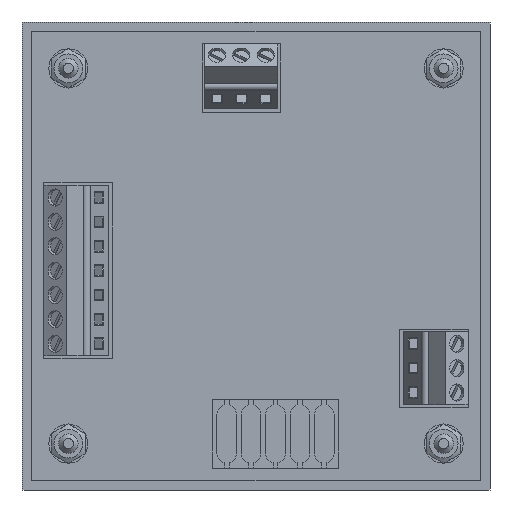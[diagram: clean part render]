
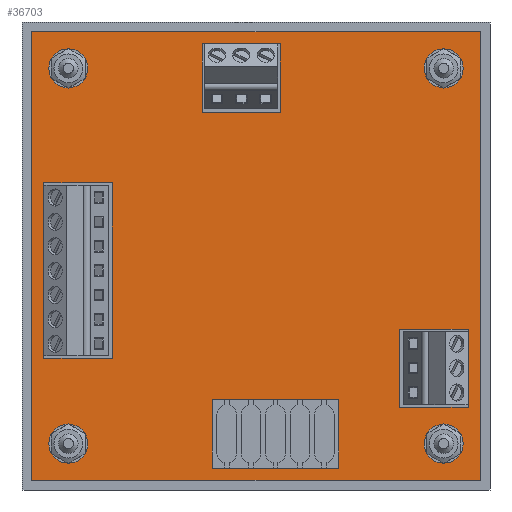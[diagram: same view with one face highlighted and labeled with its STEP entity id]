
A CAD part, front view. The second image highlights one B-rep face of the part: STEP entity #36703.
In plain terms, the highlighted planar face has unit normal (0, -1, 0).
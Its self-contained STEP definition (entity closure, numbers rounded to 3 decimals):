
#36448=CARTESIAN_POINT('',(0.,-67.,0.));
#36449=DIRECTION('',(0.,1.,0.));
#36450=DIRECTION('',(0.,0.,-1.));
#36451=AXIS2_PLACEMENT_3D('',#36448,#36449,#36450);
#36452=PLANE('',#36451);
#36453=CARTESIAN_POINT('',(-9.,-67.,-29.5));
#36454=VERTEX_POINT('',#36453);
#36455=CARTESIAN_POINT('',(17.,-67.,-29.5));
#36456=VERTEX_POINT('',#36455);
#36457=CARTESIAN_POINT('',(-9.,-67.,-29.5));
#36458=DIRECTION('',(1.,0.,0.));
#36459=VECTOR('',#36458,26.);
#36460=LINE('',#36457,#36459);
#36461=EDGE_CURVE('',#36454,#36456,#36460,.T.);
#36462=ORIENTED_EDGE('',*,*,#36461,.T.);
#36463=CARTESIAN_POINT('',(17.,-67.,-43.5));
#36464=VERTEX_POINT('',#36463);
#36465=CARTESIAN_POINT('',(17.,-67.,-29.5));
#36466=DIRECTION('',(0.,0.,-1.));
#36467=VECTOR('',#36466,14.);
#36468=LINE('',#36465,#36467);
#36469=EDGE_CURVE('',#36456,#36464,#36468,.T.);
#36470=ORIENTED_EDGE('',*,*,#36469,.T.);
#36471=CARTESIAN_POINT('',(-9.,-67.,-43.5));
#36472=VERTEX_POINT('',#36471);
#36473=CARTESIAN_POINT('',(17.,-67.,-43.5));
#36474=DIRECTION('',(-1.,0.,0.));
#36475=VECTOR('',#36474,26.);
#36476=LINE('',#36473,#36475);
#36477=EDGE_CURVE('',#36464,#36472,#36476,.T.);
#36478=ORIENTED_EDGE('',*,*,#36477,.T.);
#36479=CARTESIAN_POINT('',(-9.,-67.,-43.5));
#36480=DIRECTION('',(-0.,0.,1.));
#36481=VECTOR('',#36480,14.);
#36482=LINE('',#36479,#36481);
#36483=EDGE_CURVE('',#36472,#36454,#36482,.T.);
#36484=ORIENTED_EDGE('',*,*,#36483,.T.);
#36485=EDGE_LOOP('',(#36462,#36470,#36478,#36484));
#36486=FACE_BOUND('',#36485,.T.);
#36487=CARTESIAN_POINT('',(-11.,-67.,43.5));
#36488=VERTEX_POINT('',#36487);
#36489=CARTESIAN_POINT('',(5.,-67.,43.5));
#36490=VERTEX_POINT('',#36489);
#36491=CARTESIAN_POINT('',(-11.,-67.,43.5));
#36492=DIRECTION('',(1.,0.,0.));
#36493=VECTOR('',#36492,16.);
#36494=LINE('',#36491,#36493);
#36495=EDGE_CURVE('',#36488,#36490,#36494,.T.);
#36496=ORIENTED_EDGE('',*,*,#36495,.T.);
#36497=CARTESIAN_POINT('',(5.,-67.,29.5));
#36498=VERTEX_POINT('',#36497);
#36499=CARTESIAN_POINT('',(5.,-67.,43.5));
#36500=DIRECTION('',(-0.,0.,-1.));
#36501=VECTOR('',#36500,14.);
#36502=LINE('',#36499,#36501);
#36503=EDGE_CURVE('',#36490,#36498,#36502,.T.);
#36504=ORIENTED_EDGE('',*,*,#36503,.T.);
#36505=CARTESIAN_POINT('',(-11.,-67.,29.5));
#36506=VERTEX_POINT('',#36505);
#36507=CARTESIAN_POINT('',(5.,-67.,29.5));
#36508=DIRECTION('',(-1.,0.,0.));
#36509=VECTOR('',#36508,16.);
#36510=LINE('',#36507,#36509);
#36511=EDGE_CURVE('',#36498,#36506,#36510,.T.);
#36512=ORIENTED_EDGE('',*,*,#36511,.T.);
#36513=CARTESIAN_POINT('',(-11.,-67.,29.5));
#36514=DIRECTION('',(0.,0.,1.));
#36515=VECTOR('',#36514,14.);
#36516=LINE('',#36513,#36515);
#36517=EDGE_CURVE('',#36506,#36488,#36516,.T.);
#36518=ORIENTED_EDGE('',*,*,#36517,.T.);
#36519=EDGE_LOOP('',(#36496,#36504,#36512,#36518));
#36520=FACE_BOUND('',#36519,.T.);
#36521=CARTESIAN_POINT('',(-36.,-67.,-38.5));
#36522=VERTEX_POINT('',#36521);
#36523=CARTESIAN_POINT('',(-38.5,-67.,-41.));
#36524=VERTEX_POINT('',#36523);
#36525=CARTESIAN_POINT('',(-38.5,-67.,-38.5));
#36526=DIRECTION('',(-0.,1.,0.));
#36527=DIRECTION('',(1.,0.,0.));
#36528=AXIS2_PLACEMENT_3D('',#36525,#36526,#36527);
#36529=CIRCLE('',#36528,2.5);
#36530=EDGE_CURVE('',#36522,#36524,#36529,.T.);
#36531=ORIENTED_EDGE('',*,*,#36530,.T.);
#36532=CARTESIAN_POINT('',(-38.5,-67.,-38.5));
#36533=DIRECTION('',(-0.,1.,0.));
#36534=DIRECTION('',(1.,0.,0.));
#36535=AXIS2_PLACEMENT_3D('',#36532,#36533,#36534);
#36536=CIRCLE('',#36535,2.5);
#36537=EDGE_CURVE('',#36524,#36522,#36536,.T.);
#36538=ORIENTED_EDGE('',*,*,#36537,.T.);
#36539=EDGE_LOOP('',(#36531,#36538));
#36540=FACE_BOUND('',#36539,.T.);
#36541=CARTESIAN_POINT('',(41.,-67.,-38.5));
#36542=VERTEX_POINT('',#36541);
#36543=CARTESIAN_POINT('',(38.5,-67.,-41.));
#36544=VERTEX_POINT('',#36543);
#36545=CARTESIAN_POINT('',(38.5,-67.,-38.5));
#36546=DIRECTION('',(-0.,1.,0.));
#36547=DIRECTION('',(1.,0.,0.));
#36548=AXIS2_PLACEMENT_3D('',#36545,#36546,#36547);
#36549=CIRCLE('',#36548,2.5);
#36550=EDGE_CURVE('',#36542,#36544,#36549,.T.);
#36551=ORIENTED_EDGE('',*,*,#36550,.T.);
#36552=CARTESIAN_POINT('',(38.5,-67.,-38.5));
#36553=DIRECTION('',(-0.,1.,0.));
#36554=DIRECTION('',(1.,0.,0.));
#36555=AXIS2_PLACEMENT_3D('',#36552,#36553,#36554);
#36556=CIRCLE('',#36555,2.5);
#36557=EDGE_CURVE('',#36544,#36542,#36556,.T.);
#36558=ORIENTED_EDGE('',*,*,#36557,.T.);
#36559=EDGE_LOOP('',(#36551,#36558));
#36560=FACE_BOUND('',#36559,.T.);
#36561=CARTESIAN_POINT('',(41.,-67.,38.5));
#36562=VERTEX_POINT('',#36561);
#36563=CARTESIAN_POINT('',(38.5,-67.,36.));
#36564=VERTEX_POINT('',#36563);
#36565=CARTESIAN_POINT('',(38.5,-67.,38.5));
#36566=DIRECTION('',(-0.,1.,0.));
#36567=DIRECTION('',(1.,0.,0.));
#36568=AXIS2_PLACEMENT_3D('',#36565,#36566,#36567);
#36569=CIRCLE('',#36568,2.5);
#36570=EDGE_CURVE('',#36562,#36564,#36569,.T.);
#36571=ORIENTED_EDGE('',*,*,#36570,.T.);
#36572=CARTESIAN_POINT('',(38.5,-67.,38.5));
#36573=DIRECTION('',(-0.,1.,0.));
#36574=DIRECTION('',(1.,0.,0.));
#36575=AXIS2_PLACEMENT_3D('',#36572,#36573,#36574);
#36576=CIRCLE('',#36575,2.5);
#36577=EDGE_CURVE('',#36564,#36562,#36576,.T.);
#36578=ORIENTED_EDGE('',*,*,#36577,.T.);
#36579=EDGE_LOOP('',(#36571,#36578));
#36580=FACE_BOUND('',#36579,.T.);
#36581=CARTESIAN_POINT('',(-36.,-67.,38.5));
#36582=VERTEX_POINT('',#36581);
#36583=CARTESIAN_POINT('',(-38.5,-67.,36.));
#36584=VERTEX_POINT('',#36583);
#36585=CARTESIAN_POINT('',(-38.5,-67.,38.5));
#36586=DIRECTION('',(-0.,1.,0.));
#36587=DIRECTION('',(1.,0.,0.));
#36588=AXIS2_PLACEMENT_3D('',#36585,#36586,#36587);
#36589=CIRCLE('',#36588,2.5);
#36590=EDGE_CURVE('',#36582,#36584,#36589,.T.);
#36591=ORIENTED_EDGE('',*,*,#36590,.T.);
#36592=CARTESIAN_POINT('',(-38.5,-67.,38.5));
#36593=DIRECTION('',(-0.,1.,0.));
#36594=DIRECTION('',(1.,0.,0.));
#36595=AXIS2_PLACEMENT_3D('',#36592,#36593,#36594);
#36596=CIRCLE('',#36595,2.5);
#36597=EDGE_CURVE('',#36584,#36582,#36596,.T.);
#36598=ORIENTED_EDGE('',*,*,#36597,.T.);
#36599=EDGE_LOOP('',(#36591,#36598));
#36600=FACE_BOUND('',#36599,.T.);
#36601=CARTESIAN_POINT('',(-46.,-67.,46.));
#36602=VERTEX_POINT('',#36601);
#36603=CARTESIAN_POINT('',(46.,-67.,46.));
#36604=VERTEX_POINT('',#36603);
#36605=CARTESIAN_POINT('',(-46.,-67.,46.));
#36606=DIRECTION('',(1.,0.,-0.));
#36607=VECTOR('',#36606,92.);
#36608=LINE('',#36605,#36607);
#36609=EDGE_CURVE('',#36602,#36604,#36608,.T.);
#36610=ORIENTED_EDGE('',*,*,#36609,.F.);
#36611=CARTESIAN_POINT('',(-46.,-67.,-46.));
#36612=VERTEX_POINT('',#36611);
#36613=CARTESIAN_POINT('',(-46.,-67.,-46.));
#36614=DIRECTION('',(0.,0.,1.));
#36615=VECTOR('',#36614,92.);
#36616=LINE('',#36613,#36615);
#36617=EDGE_CURVE('',#36612,#36602,#36616,.T.);
#36618=ORIENTED_EDGE('',*,*,#36617,.F.);
#36619=CARTESIAN_POINT('',(46.,-67.,-46.));
#36620=VERTEX_POINT('',#36619);
#36621=CARTESIAN_POINT('',(46.,-67.,-46.));
#36622=DIRECTION('',(-1.,0.,0.));
#36623=VECTOR('',#36622,92.);
#36624=LINE('',#36621,#36623);
#36625=EDGE_CURVE('',#36620,#36612,#36624,.T.);
#36626=ORIENTED_EDGE('',*,*,#36625,.F.);
#36627=CARTESIAN_POINT('',(46.,-67.,46.));
#36628=DIRECTION('',(-0.,0.,-1.));
#36629=VECTOR('',#36628,92.);
#36630=LINE('',#36627,#36629);
#36631=EDGE_CURVE('',#36604,#36620,#36630,.T.);
#36632=ORIENTED_EDGE('',*,*,#36631,.F.);
#36633=EDGE_LOOP('',(#36610,#36618,#36626,#36632));
#36634=FACE_BOUND('',#36633,.T.);
#36635=CARTESIAN_POINT('',(29.5,-67.,-15.));
#36636=VERTEX_POINT('',#36635);
#36637=CARTESIAN_POINT('',(43.5,-67.,-15.));
#36638=VERTEX_POINT('',#36637);
#36639=CARTESIAN_POINT('',(29.5,-67.,-15.));
#36640=DIRECTION('',(1.,0.,-0.));
#36641=VECTOR('',#36640,14.);
#36642=LINE('',#36639,#36641);
#36643=EDGE_CURVE('',#36636,#36638,#36642,.T.);
#36644=ORIENTED_EDGE('',*,*,#36643,.T.);
#36645=CARTESIAN_POINT('',(43.5,-67.,-31.));
#36646=VERTEX_POINT('',#36645);
#36647=CARTESIAN_POINT('',(43.5,-67.,-15.));
#36648=DIRECTION('',(0.,0.,-1.));
#36649=VECTOR('',#36648,16.);
#36650=LINE('',#36647,#36649);
#36651=EDGE_CURVE('',#36638,#36646,#36650,.T.);
#36652=ORIENTED_EDGE('',*,*,#36651,.T.);
#36653=CARTESIAN_POINT('',(29.5,-67.,-31.));
#36654=VERTEX_POINT('',#36653);
#36655=CARTESIAN_POINT('',(43.5,-67.,-31.));
#36656=DIRECTION('',(-1.,0.,0.));
#36657=VECTOR('',#36656,14.);
#36658=LINE('',#36655,#36657);
#36659=EDGE_CURVE('',#36646,#36654,#36658,.T.);
#36660=ORIENTED_EDGE('',*,*,#36659,.T.);
#36661=CARTESIAN_POINT('',(29.5,-67.,-31.));
#36662=DIRECTION('',(0.,0.,1.));
#36663=VECTOR('',#36662,16.);
#36664=LINE('',#36661,#36663);
#36665=EDGE_CURVE('',#36654,#36636,#36664,.T.);
#36666=ORIENTED_EDGE('',*,*,#36665,.T.);
#36667=EDGE_LOOP('',(#36644,#36652,#36660,#36666));
#36668=FACE_BOUND('',#36667,.T.);
#36669=CARTESIAN_POINT('',(-43.5,-67.,15.));
#36670=VERTEX_POINT('',#36669);
#36671=CARTESIAN_POINT('',(-29.5,-67.,15.));
#36672=VERTEX_POINT('',#36671);
#36673=CARTESIAN_POINT('',(-43.5,-67.,15.));
#36674=DIRECTION('',(1.,0.,-0.));
#36675=VECTOR('',#36674,14.);
#36676=LINE('',#36673,#36675);
#36677=EDGE_CURVE('',#36670,#36672,#36676,.T.);
#36678=ORIENTED_EDGE('',*,*,#36677,.T.);
#36679=CARTESIAN_POINT('',(-29.5,-67.,-21.));
#36680=VERTEX_POINT('',#36679);
#36681=CARTESIAN_POINT('',(-29.5,-67.,15.));
#36682=DIRECTION('',(-0.,0.,-1.));
#36683=VECTOR('',#36682,36.);
#36684=LINE('',#36681,#36683);
#36685=EDGE_CURVE('',#36672,#36680,#36684,.T.);
#36686=ORIENTED_EDGE('',*,*,#36685,.T.);
#36687=CARTESIAN_POINT('',(-43.5,-67.,-21.));
#36688=VERTEX_POINT('',#36687);
#36689=CARTESIAN_POINT('',(-29.5,-67.,-21.));
#36690=DIRECTION('',(-1.,0.,0.));
#36691=VECTOR('',#36690,14.);
#36692=LINE('',#36689,#36691);
#36693=EDGE_CURVE('',#36680,#36688,#36692,.T.);
#36694=ORIENTED_EDGE('',*,*,#36693,.T.);
#36695=CARTESIAN_POINT('',(-43.5,-67.,-21.));
#36696=DIRECTION('',(0.,0.,1.));
#36697=VECTOR('',#36696,36.);
#36698=LINE('',#36695,#36697);
#36699=EDGE_CURVE('',#36688,#36670,#36698,.T.);
#36700=ORIENTED_EDGE('',*,*,#36699,.T.);
#36701=EDGE_LOOP('',(#36678,#36686,#36694,#36700));
#36702=FACE_BOUND('',#36701,.T.);
#36703=ADVANCED_FACE('',(#36486,#36520,#36540,#36560,#36580,#36600,#36634,#36668,#36702),#36452,.F.);
